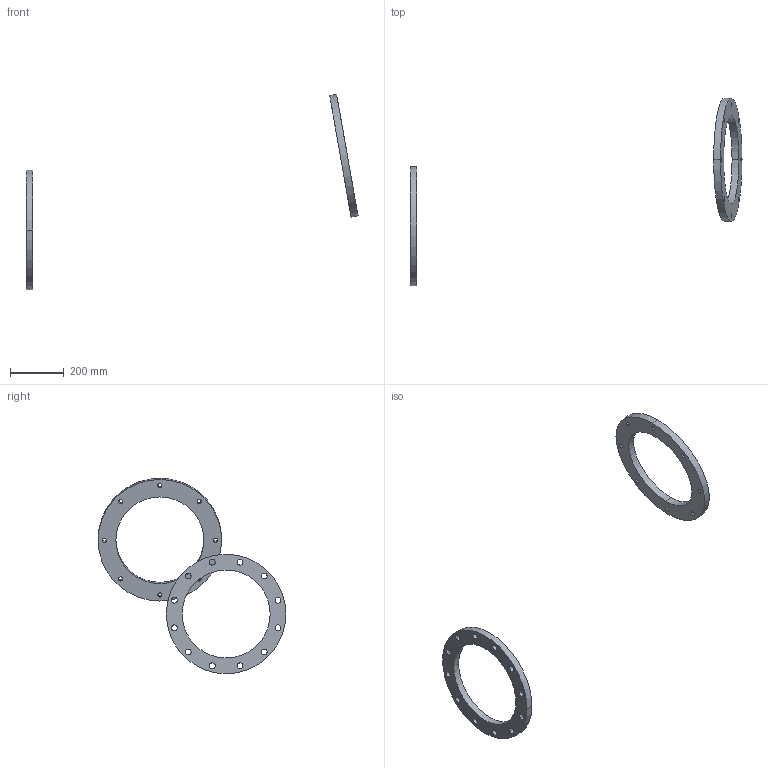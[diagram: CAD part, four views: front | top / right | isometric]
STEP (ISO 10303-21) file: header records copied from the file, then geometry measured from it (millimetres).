
FILE_DESCRIPTION((''),'2;1');
FILE_NAME('9901275_S_ASM','2018-04-09T',('Praktikant-TT'),(''),'PRO/ENGINEER BY PARAMETRIC TECHNOLOGY CORPORATION, 2016240','PRO/ENGINEER BY PARAMETRIC TECHNOLOGY CORPORATION, 2016240','');
FILE_SCHEMA(('CONFIG_CONTROL_DESIGN'));
Length unit declared in the file: millimetre
Products named in the file (3): EN1092-1-01-PN10-DN300_; 9901276-DN300_; 9901275_S_ASM
Assembly tree (2 placements, depth 2):
  9901275_S_ASM
    EN1092-1-01-PN10-DN300_
    9901276-DN300_
Bounding box: 1236.63 x 699.3 x 728.16 mm (x, y, z)
Volume: 3823741.2 mm3; surface area: 453265.7 mm2
Topology: 2 solids, 2 shells, 52 faces, 170 edges, 148 vertices
Faces by surface type: cylinder 48, plane 4
Entity records: 2067 total; most frequent: DIRECTION 392, CARTESIAN_POINT 329, ORIENTED_EDGE 288, AXIS2_PLACEMENT_3D 159, EDGE_CURVE 144, VERTEX_POINT 96, EDGE_LOOP 96, CIRCLE 96
